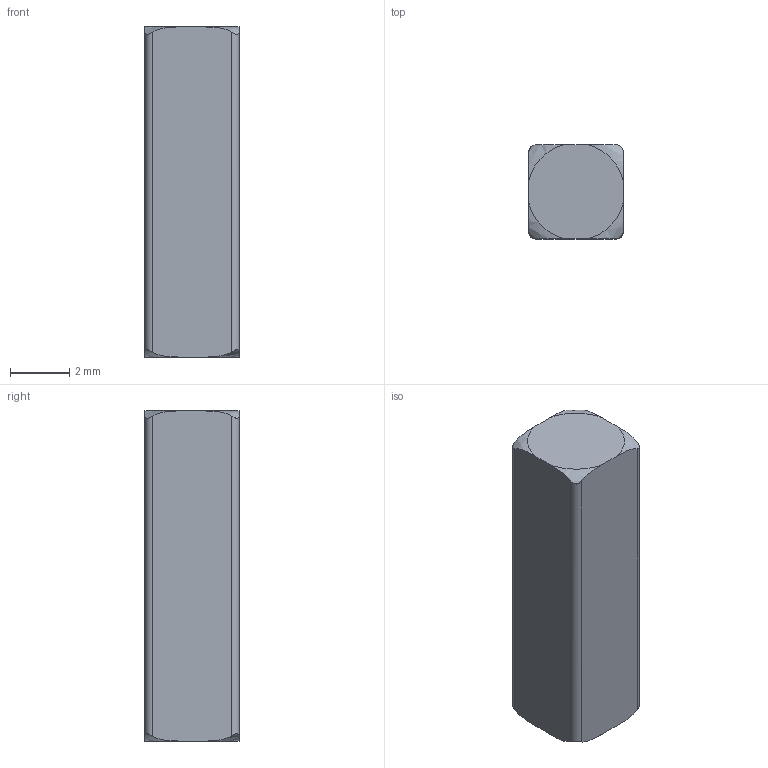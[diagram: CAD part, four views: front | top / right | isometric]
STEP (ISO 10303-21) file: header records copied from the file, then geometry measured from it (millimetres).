
FILE_DESCRIPTION (( 'STEP AP203' ), '1' );
FILE_NAME ('276-2177-021 Rev1.STEP', '2014-08-04T15:36:05', ( '' ), ( '' ), 'SwSTEP 2.0', 'SolidWorks 2014', '' );
FILE_SCHEMA (( 'CONFIG_CONTROL_DESIGN' ));
Length unit declared in the file: inch
Products named in the file (1): 276-2177-021 Rev1
Bounding box: 3.17 x 3.17 x 11.13 mm (x, y, z)
Volume: 111.4 mm3; surface area: 155.4 mm2
Topology: 1 solids, 1 shells, 18 faces, 48 edges, 32 vertices
Faces by surface type: bspline 8, plane 6, cylinder 4
Entity records: 862 total; most frequent: CARTESIAN_POINT 431, ORIENTED_EDGE 96, EDGE_CURVE 48, DIRECTION 38, VERTEX_POINT 32, B_SPLINE_CURVE_WITH_KNOTS 27, FACE_OUTER_BOUND 18, ADVANCED_FACE 18
